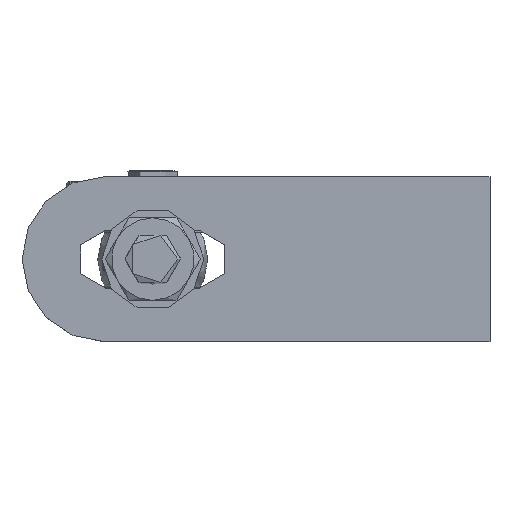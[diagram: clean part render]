
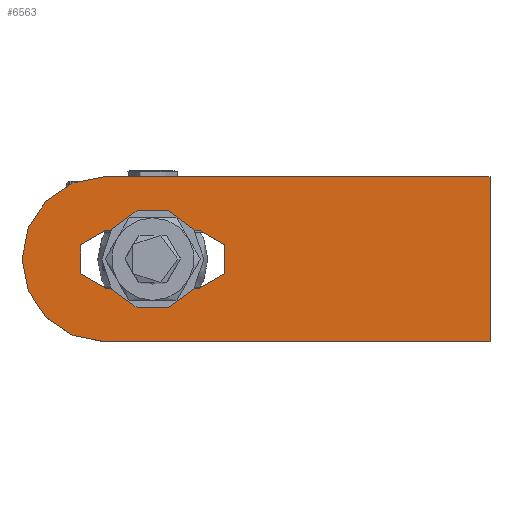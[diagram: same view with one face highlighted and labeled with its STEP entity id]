
A CAD part, top view. The second image highlights one B-rep face of the part: STEP entity #6563.
In plain terms, the highlighted planar face has unit normal (0, 0, 1).
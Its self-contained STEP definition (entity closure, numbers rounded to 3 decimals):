
#70 = AXIS2_PLACEMENT_3D ( 'NONE', #31340, #31233, #23842 ) ;
#846 = CARTESIAN_POINT ( 'NONE',  ( 85., 30., 4. ) ) ;
#1345 = ORIENTED_EDGE ( 'NONE', *, *, #8504, .F. ) ;
#1895 = CARTESIAN_POINT ( 'NONE',  ( -54.5, -10.5, 4. ) ) ;
#2605 = AXIS2_PLACEMENT_3D ( 'NONE', #6193, #23259, #8641 ) ;
#2699 = ORIENTED_EDGE ( 'NONE', *, *, #7090, .T. ) ;
#3069 = VERTEX_POINT ( 'NONE', #25669 ) ;
#3636 = ORIENTED_EDGE ( 'NONE', *, *, #27368, .T. ) ;
#3735 = DIRECTION ( 'NONE',  ( 1., 0., 0. ) ) ;
#4306 = CARTESIAN_POINT ( 'NONE',  ( -55., 30., 4. ) ) ;
#4659 = VERTEX_POINT ( 'NONE', #29516 ) ;
#5283 = LINE ( 'NONE', #15876, #29631 ) ;
#6193 = CARTESIAN_POINT ( 'NONE',  ( -20.5, 0., 4. ) ) ;
#6280 = DIRECTION ( 'NONE',  ( 1., 0., 0. ) ) ;
#6331 = LINE ( 'NONE', #846, #15124 ) ;
#6563 = ADVANCED_FACE ( 'NONE', ( #16384, #9113 ), #30102, .F. ) ;
#6815 = EDGE_CURVE ( 'NONE', #10677, #12191, #5283, .T. ) ;
#7090 = EDGE_CURVE ( 'NONE', #25351, #4659, #14826, .T. ) ;
#8081 = EDGE_CURVE ( 'NONE', #18296, #21354, #30354, .T. ) ;
#8504 = EDGE_CURVE ( 'NONE', #3069, #18107, #28848, .T. ) ;
#8641 = DIRECTION ( 'NONE',  ( 1., 0., 0. ) ) ;
#9054 = EDGE_CURVE ( 'NONE', #4659, #10677, #6331, .T. ) ;
#9113 = FACE_BOUND ( 'NONE', #10014, .T. ) ;
#9643 = ORIENTED_EDGE ( 'NONE', *, *, #9054, .T. ) ;
#10014 = EDGE_LOOP ( 'NONE', ( #24356, #22598, #1345, #24283 ) ) ;
#10036 = DIRECTION ( 'NONE',  ( -1., 0., 0. ) ) ;
#10677 = VERTEX_POINT ( 'NONE', #11330 ) ;
#11330 = CARTESIAN_POINT ( 'NONE',  ( 85., 30., 4. ) ) ;
#11393 = VECTOR ( 'NONE', #31462, 1000. ) ;
#12191 = VERTEX_POINT ( 'NONE', #4306 ) ;
#12712 = CARTESIAN_POINT ( 'NONE',  ( -54.5, 10.5, 4. ) ) ;
#12994 = ORIENTED_EDGE ( 'NONE', *, *, #6815, .T. ) ;
#13238 = CARTESIAN_POINT ( 'NONE',  ( -54.5, 0., 4. ) ) ;
#14167 = LINE ( 'NONE', #12712, #14537 ) ;
#14537 = VECTOR ( 'NONE', #10036, 1000. ) ;
#14826 = LINE ( 'NONE', #19386, #11393 ) ;
#15124 = VECTOR ( 'NONE', #17923, 1000. ) ;
#15876 = CARTESIAN_POINT ( 'NONE',  ( -55., 30., 4. ) ) ;
#16384 = FACE_OUTER_BOUND ( 'NONE', #18986, .T. ) ;
#17167 = EDGE_CURVE ( 'NONE', #18107, #18296, #14167, .T. ) ;
#17923 = DIRECTION ( 'NONE',  ( 0., 1., 0. ) ) ;
#18107 = VERTEX_POINT ( 'NONE', #19459 ) ;
#18296 = VERTEX_POINT ( 'NONE', #20699 ) ;
#18339 = CARTESIAN_POINT ( 'NONE',  ( -54.5, -10.5, 4. ) ) ;
#18986 = EDGE_LOOP ( 'NONE', ( #12994, #3636, #2699, #9643 ) ) ;
#19386 = CARTESIAN_POINT ( 'NONE',  ( 85., -30., 4. ) ) ;
#19459 = CARTESIAN_POINT ( 'NONE',  ( -20.5, 10.5, 4. ) ) ;
#20699 = CARTESIAN_POINT ( 'NONE',  ( -54.5, 10.5, 4. ) ) ;
#21354 = VERTEX_POINT ( 'NONE', #1895 ) ;
#22598 = ORIENTED_EDGE ( 'NONE', *, *, #17167, .F. ) ;
#22941 = CARTESIAN_POINT ( 'NONE',  ( -55., -30., 4. ) ) ;
#23066 = VECTOR ( 'NONE', #3735, 1000. ) ;
#23259 = DIRECTION ( 'NONE',  ( 0., 0., 1. ) ) ;
#23842 = DIRECTION ( 'NONE',  ( -1., 0., 0. ) ) ;
#24283 = ORIENTED_EDGE ( 'NONE', *, *, #24714, .F. ) ;
#24356 = ORIENTED_EDGE ( 'NONE', *, *, #8081, .F. ) ;
#24714 = EDGE_CURVE ( 'NONE', #21354, #3069, #26084, .T. ) ;
#25351 = VERTEX_POINT ( 'NONE', #22941 ) ;
#25356 = DIRECTION ( 'NONE',  ( 0., 0., -1. ) ) ;
#25453 = CARTESIAN_POINT ( 'NONE',  ( -55., 0., 4. ) ) ;
#25667 = DIRECTION ( 'NONE',  ( -1., 0., 0. ) ) ;
#25669 = CARTESIAN_POINT ( 'NONE',  ( -20.5, -10.5, 4. ) ) ;
#26084 = LINE ( 'NONE', #18339, #23066 ) ;
#27167 = CIRCLE ( 'NONE', #70, 30. ) ;
#27278 = AXIS2_PLACEMENT_3D ( 'NONE', #25453, #25356, #27679 ) ;
#27368 = EDGE_CURVE ( 'NONE', #12191, #25351, #27167, .T. ) ;
#27679 = DIRECTION ( 'NONE',  ( -1., 0., 0. ) ) ;
#27994 = DIRECTION ( 'NONE',  ( 0., 0., 1. ) ) ;
#28848 = CIRCLE ( 'NONE', #2605, 10.5 ) ;
#29516 = CARTESIAN_POINT ( 'NONE',  ( 85., -30., 4. ) ) ;
#29631 = VECTOR ( 'NONE', #25667, 1000. ) ;
#30102 = PLANE ( 'NONE',  #27278 ) ;
#30354 = CIRCLE ( 'NONE', #31347, 10.5 ) ;
#31233 = DIRECTION ( 'NONE',  ( 0., 0., 1. ) ) ;
#31340 = CARTESIAN_POINT ( 'NONE',  ( -55., 0., 4. ) ) ;
#31347 = AXIS2_PLACEMENT_3D ( 'NONE', #13238, #27994, #6280 ) ;
#31462 = DIRECTION ( 'NONE',  ( 1., 0., 0. ) ) ;
